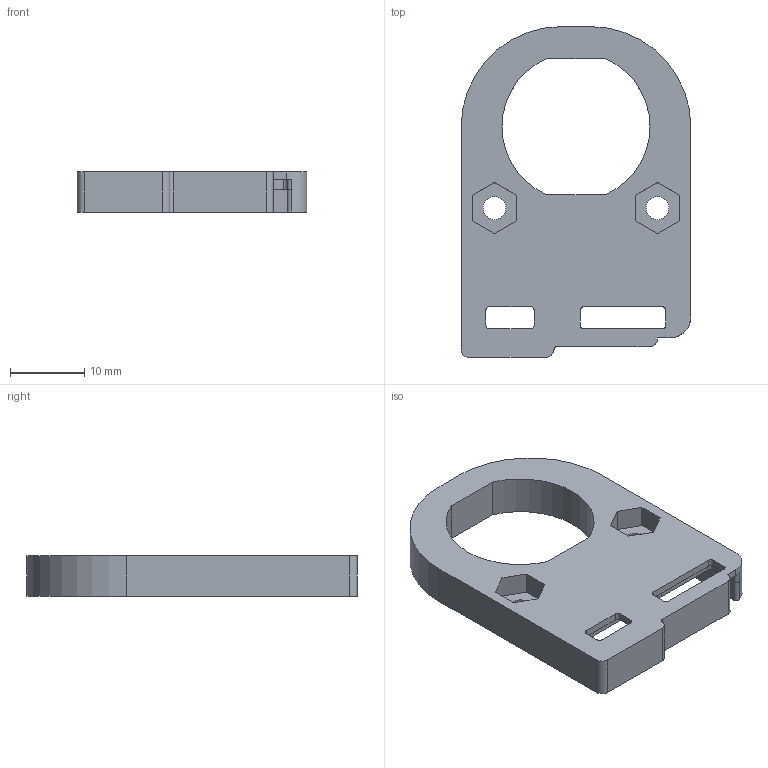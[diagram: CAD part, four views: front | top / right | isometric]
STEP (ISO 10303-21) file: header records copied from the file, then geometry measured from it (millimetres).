
FILE_DESCRIPTION(('FreeCAD Model'),'2;1');
FILE_NAME('MJ_3d_holder_left_v2r2.step','2020-07-08T14:45:50',('Author'),(''), 'Open CASCADE STEP processor 7.3','FreeCAD','Unknown');
FILE_SCHEMA(('AUTOMOTIVE_DESIGN { 1 0 10303 214 1 1 1 1 }'));
Length unit declared in the file: millimetre
Products named in the file (1): 3d_holder_left_v2r2
Bounding box: 31 x 44.65 x 5.4 mm (x, y, z)
Volume: 3604.1 mm3; surface area: 3490.9 mm2
Topology: 1 solids, 1 shells, 95 faces, 262 edges, 171 vertices
Faces by surface type: plane 59, cylinder 32, torus 3, bspline 1
Full cylindrical faces by diameter (mm): 3.1 x2, 3.6 x1
Entity records: 3111 total; most frequent: CARTESIAN_POINT 593, ORIENTED_EDGE 524, DIRECTION 518, EDGE_CURVE 262, LINE 188, VECTOR 188, VERTEX_POINT 171, AXIS2_PLACEMENT_3D 165
